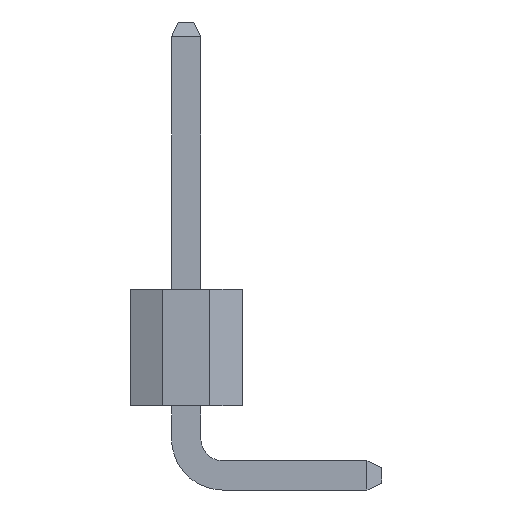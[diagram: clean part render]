
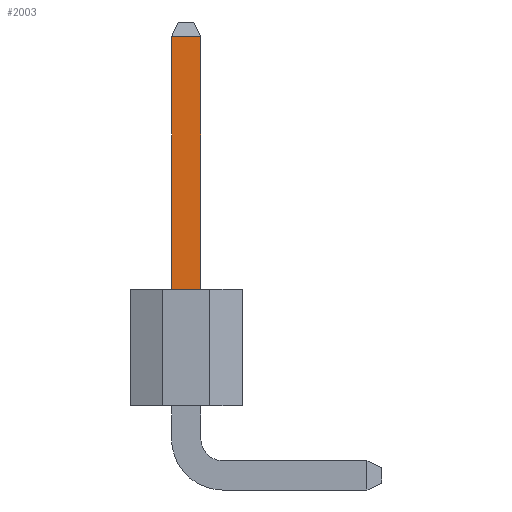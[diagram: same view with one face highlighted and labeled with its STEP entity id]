
A CAD part, left-side view. The second image highlights one B-rep face of the part: STEP entity #2003.
In plain terms, the highlighted planar face has unit normal (-1, 0, 0).
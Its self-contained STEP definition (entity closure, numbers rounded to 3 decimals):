
#1080 = VERTEX_POINT ( 'NONE', #5228 ) ;
#1082 = EDGE_CURVE ( 'NONE', #1080, #1083, #5227, .T. ) ;
#1083 = VERTEX_POINT ( 'NONE', #5223 ) ;
#2003 = ADVANCED_FACE ( 'NONE', ( #7437 ), #7594, .F. ) ;
#2004 = EDGE_LOOP ( 'NONE', ( #2005, #2006, #2007, #2008 ) ) ;
#2005 = ORIENTED_EDGE ( 'NONE', *, *, #2160, .T. ) ;
#2006 = ORIENTED_EDGE ( 'NONE', *, *, #2067, .T. ) ;
#2007 = ORIENTED_EDGE ( 'NONE', *, *, #2086, .F. ) ;
#2008 = ORIENTED_EDGE ( 'NONE', *, *, #1082, .F. ) ;
#2067 = EDGE_CURVE ( 'NONE', #2158, #2087, #7707, .T. ) ;
#2086 = EDGE_CURVE ( 'NONE', #1083, #2087, #8401, .T. ) ;
#2087 = VERTEX_POINT ( 'NONE', #8453 ) ;
#2158 = VERTEX_POINT ( 'NONE', #8629 ) ;
#2160 = EDGE_CURVE ( 'NONE', #1080, #2158, #8628, .T. ) ;
#5223 = CARTESIAN_POINT ( 'NONE',  ( -18.1, 1.54, 4.06 ) ) ;
#5224 = DIRECTION ( 'NONE',  ( 0., 1., 0. ) ) ;
#5225 = VECTOR ( 'NONE', #5224, 1000. ) ;
#5226 = CARTESIAN_POINT ( 'NONE',  ( -18.1, 0.42, 4.06 ) ) ;
#5227 = LINE ( 'NONE', #5226, #5225 ) ;
#5228 = CARTESIAN_POINT ( 'NONE',  ( -18.1, 0.9, 4.06 ) ) ;
#7437 = FACE_OUTER_BOUND ( 'NONE', #2004, .T. ) ;
#7594 = PLANE ( 'NONE',  #7654 ) ;
#7651 = DIRECTION ( 'NONE',  ( 0., 0., -1. ) ) ;
#7652 = DIRECTION ( 'NONE',  ( 1., 0., 0. ) ) ;
#7653 = CARTESIAN_POINT ( 'NONE',  ( -18.1, 0.42, 0.32 ) ) ;
#7654 = AXIS2_PLACEMENT_3D ( 'NONE', #7653, #7652, #7651 ) ;
#7706 = CARTESIAN_POINT ( 'NONE',  ( -18.1, 0.42, 9.578 ) ) ;
#7707 = LINE ( 'NONE', #7706, #7749 ) ;
#7748 = DIRECTION ( 'NONE',  ( 0., 1., 0. ) ) ;
#7749 = VECTOR ( 'NONE', #7748, 1000. ) ;
#8398 = DIRECTION ( 'NONE',  ( 0., 0., 1. ) ) ;
#8399 = VECTOR ( 'NONE', #8398, 1000. ) ;
#8400 = CARTESIAN_POINT ( 'NONE',  ( -18.1, 1.54, 0.8 ) ) ;
#8401 = LINE ( 'NONE', #8400, #8399 ) ;
#8453 = CARTESIAN_POINT ( 'NONE',  ( -18.1, 1.54, 9.578 ) ) ;
#8626 = VECTOR ( 'NONE', #8746, 1000. ) ;
#8627 = CARTESIAN_POINT ( 'NONE',  ( -18.1, 0.9, 0.8 ) ) ;
#8628 = LINE ( 'NONE', #8627, #8626 ) ;
#8629 = CARTESIAN_POINT ( 'NONE',  ( -18.1, 0.9, 9.578 ) ) ;
#8746 = DIRECTION ( 'NONE',  ( 0., 0., 1. ) ) ;
